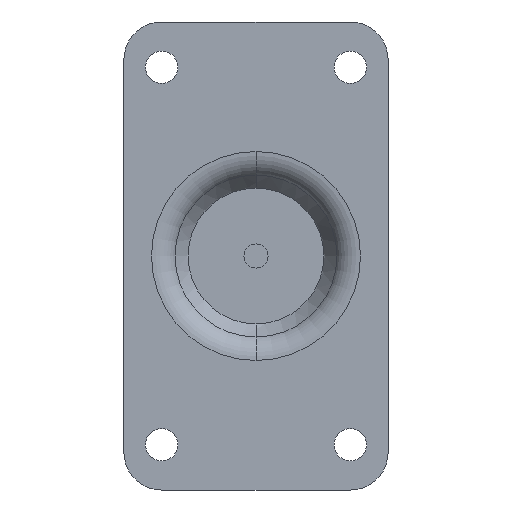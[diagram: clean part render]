
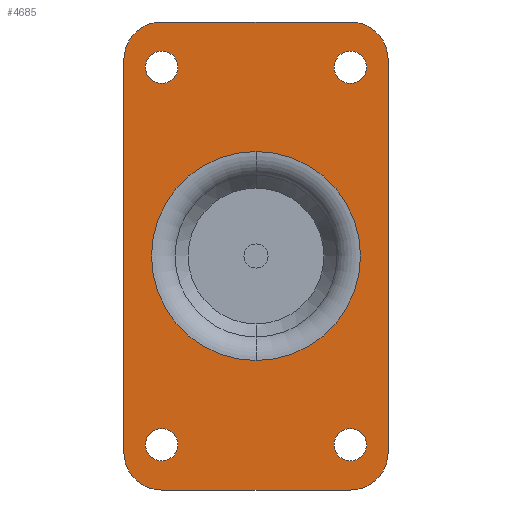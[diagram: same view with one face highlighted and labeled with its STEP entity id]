
A CAD part, front view. The second image highlights one B-rep face of the part: STEP entity #4685.
In plain terms, the highlighted planar face has unit normal (0, -1, 0).
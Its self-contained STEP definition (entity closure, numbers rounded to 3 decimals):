
#1986=CARTESIAN_POINT('',(-12.5,-6.827,26.));
#1987=DIRECTION('',(0.,1.,0.));
#1988=DIRECTION('',(-1.,0.,0.));
#1989=AXIS2_PLACEMENT_3D('',#1986,#1987,#1988);
#1991=CARTESIAN_POINT('',(12.5,-6.827,26.));
#1992=DIRECTION('',(0.,1.,0.));
#1993=DIRECTION('',(0.,0.,1.));
#1994=AXIS2_PLACEMENT_3D('',#1991,#1992,#1993);
#1996=CARTESIAN_POINT('',(12.5,-6.827,-26.));
#1997=DIRECTION('',(0.,1.,0.));
#1998=DIRECTION('',(1.,0.,0.));
#1999=AXIS2_PLACEMENT_3D('',#1996,#1997,#1998);
#2001=CARTESIAN_POINT('',(-12.5,-6.827,-26.));
#2002=DIRECTION('',(0.,1.,0.));
#2003=DIRECTION('',(0.,0.,-1.));
#2004=AXIS2_PLACEMENT_3D('',#2001,#2002,#2003);
#2006=CARTESIAN_POINT('',(12.5,-6.827,25.));
#2007=DIRECTION('',(0.,-1.,0.));
#2008=DIRECTION('',(1.,0.,0.));
#2009=AXIS2_PLACEMENT_3D('',#2006,#2007,#2008);
#2011=CARTESIAN_POINT('',(12.5,-6.827,25.));
#2012=DIRECTION('',(0.,-1.,0.));
#2013=DIRECTION('',(-1.,0.,0.));
#2014=AXIS2_PLACEMENT_3D('',#2011,#2012,#2013);
#2016=CARTESIAN_POINT('',(-12.5,-6.827,-25.));
#2017=DIRECTION('',(0.,-1.,0.));
#2018=DIRECTION('',(1.,0.,0.));
#2019=AXIS2_PLACEMENT_3D('',#2016,#2017,#2018);
#2021=CARTESIAN_POINT('',(-12.5,-6.827,-25.));
#2022=DIRECTION('',(0.,-1.,0.));
#2023=DIRECTION('',(-1.,0.,0.));
#2024=AXIS2_PLACEMENT_3D('',#2021,#2022,#2023);
#2026=CARTESIAN_POINT('',(12.5,-6.827,-25.));
#2027=DIRECTION('',(0.,-1.,0.));
#2028=DIRECTION('',(1.,0.,0.));
#2029=AXIS2_PLACEMENT_3D('',#2026,#2027,#2028);
#2031=CARTESIAN_POINT('',(12.5,-6.827,-25.));
#2032=DIRECTION('',(0.,-1.,0.));
#2033=DIRECTION('',(-1.,0.,0.));
#2034=AXIS2_PLACEMENT_3D('',#2031,#2032,#2033);
#2036=CARTESIAN_POINT('',(0.,-6.827,0.));
#2037=DIRECTION('',(0.,-1.,0.));
#2038=DIRECTION('',(0.,0.,1.));
#2039=AXIS2_PLACEMENT_3D('',#2036,#2037,#2038);
#2041=CARTESIAN_POINT('',(0.,-6.827,0.));
#2042=DIRECTION('',(0.,-1.,0.));
#2043=DIRECTION('',(0.,0.,-1.));
#2044=AXIS2_PLACEMENT_3D('',#2041,#2042,#2043);
#2046=CARTESIAN_POINT('',(-12.5,-6.827,25.));
#2047=DIRECTION('',(0.,-1.,0.));
#2048=DIRECTION('',(1.,0.,0.));
#2049=AXIS2_PLACEMENT_3D('',#2046,#2047,#2048);
#2051=CARTESIAN_POINT('',(-12.5,-6.827,25.));
#2052=DIRECTION('',(0.,-1.,0.));
#2053=DIRECTION('',(-1.,0.,0.));
#2054=AXIS2_PLACEMENT_3D('',#2051,#2052,#2053);
#2130=DIRECTION('',(0.,0.,-1.));
#2131=VECTOR('',#2130,52.);
#2132=CARTESIAN_POINT('',(-17.5,-6.827,26.));
#2133=LINE('',#2132,#2131);
#2146=DIRECTION('',(1.,0.,0.));
#2147=VECTOR('',#2146,25.);
#2148=CARTESIAN_POINT('',(-12.5,-6.827,-31.));
#2149=LINE('',#2148,#2147);
#2170=DIRECTION('',(0.,0.,1.));
#2171=VECTOR('',#2170,52.);
#2172=CARTESIAN_POINT('',(17.5,-6.827,-26.));
#2173=LINE('',#2172,#2171);
#2186=DIRECTION('',(-1.,0.,0.));
#2187=VECTOR('',#2186,25.);
#2188=CARTESIAN_POINT('',(12.5,-6.827,31.));
#2189=LINE('',#2188,#2187);
#2845=CARTESIAN_POINT('',(0.,-6.827,-13.841));
#2846=VERTEX_POINT('',#2845);
#2847=CARTESIAN_POINT('',(0.,-6.827,13.841));
#2848=VERTEX_POINT('',#2847);
#2849=CARTESIAN_POINT('',(-10.35,-6.827,25.));
#2850=CARTESIAN_POINT('',(-14.65,-6.827,25.));
#2851=VERTEX_POINT('',#2849);
#2852=VERTEX_POINT('',#2850);
#2853=CARTESIAN_POINT('',(14.65,-6.827,25.));
#2854=CARTESIAN_POINT('',(10.35,-6.827,25.));
#2855=VERTEX_POINT('',#2853);
#2856=VERTEX_POINT('',#2854);
#2857=CARTESIAN_POINT('',(-10.35,-6.827,-25.));
#2858=CARTESIAN_POINT('',(-14.65,-6.827,-25.));
#2859=VERTEX_POINT('',#2857);
#2860=VERTEX_POINT('',#2858);
#2861=CARTESIAN_POINT('',(14.65,-6.827,-25.));
#2862=CARTESIAN_POINT('',(10.35,-6.827,-25.));
#2863=VERTEX_POINT('',#2861);
#2864=VERTEX_POINT('',#2862);
#2865=CARTESIAN_POINT('',(-17.5,-6.827,26.));
#2866=CARTESIAN_POINT('',(-12.5,-6.827,31.));
#2867=VERTEX_POINT('',#2865);
#2868=VERTEX_POINT('',#2866);
#2869=CARTESIAN_POINT('',(12.5,-6.827,31.));
#2870=VERTEX_POINT('',#2869);
#2871=CARTESIAN_POINT('',(17.5,-6.827,26.));
#2872=VERTEX_POINT('',#2871);
#2873=CARTESIAN_POINT('',(17.5,-6.827,-26.));
#2874=VERTEX_POINT('',#2873);
#2875=CARTESIAN_POINT('',(12.5,-6.827,-31.));
#2876=VERTEX_POINT('',#2875);
#2877=CARTESIAN_POINT('',(-12.5,-6.827,-31.));
#2878=VERTEX_POINT('',#2877);
#2879=CARTESIAN_POINT('',(-17.5,-6.827,-26.));
#2880=VERTEX_POINT('',#2879);
#4634=CARTESIAN_POINT('',(0.,-6.827,0.));
#4635=DIRECTION('',(0.,1.,0.));
#4636=DIRECTION('',(1.,0.,0.));
#4637=AXIS2_PLACEMENT_3D('',#4634,#4635,#4636);
#4638=PLANE('',#4637);
#4640=ORIENTED_EDGE('',*,*,#4639,.T.);
#4642=ORIENTED_EDGE('',*,*,#4641,.F.);
#4644=ORIENTED_EDGE('',*,*,#4643,.T.);
#4646=ORIENTED_EDGE('',*,*,#4645,.F.);
#4648=ORIENTED_EDGE('',*,*,#4647,.T.);
#4650=ORIENTED_EDGE('',*,*,#4649,.F.);
#4652=ORIENTED_EDGE('',*,*,#4651,.T.);
#4654=ORIENTED_EDGE('',*,*,#4653,.F.);
#4655=EDGE_LOOP('',(#4640,#4642,#4644,#4646,#4648,#4650,#4652,#4654));
#4656=FACE_OUTER_BOUND('',#4655,.F.);
#4658=ORIENTED_EDGE('',*,*,#4657,.T.);
#4660=ORIENTED_EDGE('',*,*,#4659,.T.);
#4661=EDGE_LOOP('',(#4658,#4660));
#4662=FACE_BOUND('',#4661,.F.);
#4664=ORIENTED_EDGE('',*,*,#4663,.T.);
#4666=ORIENTED_EDGE('',*,*,#4665,.T.);
#4667=EDGE_LOOP('',(#4664,#4666));
#4668=FACE_BOUND('',#4667,.F.);
#4670=ORIENTED_EDGE('',*,*,#4669,.T.);
#4672=ORIENTED_EDGE('',*,*,#4671,.T.);
#4673=EDGE_LOOP('',(#4670,#4672));
#4674=FACE_BOUND('',#4673,.F.);
#4675=ORIENTED_EDGE('',*,*,#4614,.T.);
#4676=ORIENTED_EDGE('',*,*,#4628,.T.);
#4677=EDGE_LOOP('',(#4675,#4676));
#4678=FACE_BOUND('',#4677,.F.);
#4680=ORIENTED_EDGE('',*,*,#4679,.T.);
#4682=ORIENTED_EDGE('',*,*,#4681,.T.);
#4683=EDGE_LOOP('',(#4680,#4682));
#4684=FACE_BOUND('',#4683,.F.);
#4685=ADVANCED_FACE('',(#4656,#4662,#4668,#4674,#4678,#4684),#4638,.F.);
#1990=CIRCLE('',#1989,5.);
#1995=CIRCLE('',#1994,5.);
#2000=CIRCLE('',#1999,5.);
#2005=CIRCLE('',#2004,5.);
#2010=CIRCLE('',#2009,2.15);
#2015=CIRCLE('',#2014,2.15);
#2020=CIRCLE('',#2019,2.15);
#2025=CIRCLE('',#2024,2.15);
#2030=CIRCLE('',#2029,2.15);
#2035=CIRCLE('',#2034,2.15);
#2040=CIRCLE('',#2039,13.841);
#2045=CIRCLE('',#2044,13.841);
#2050=CIRCLE('',#2049,2.15);
#2055=CIRCLE('',#2054,2.15);
#4614=EDGE_CURVE('',#2848,#2846,#2040,.T.);
#4628=EDGE_CURVE('',#2846,#2848,#2045,.T.);
#4639=EDGE_CURVE('',#2867,#2868,#1990,.T.);
#4641=EDGE_CURVE('',#2870,#2868,#2189,.T.);
#4643=EDGE_CURVE('',#2870,#2872,#1995,.T.);
#4645=EDGE_CURVE('',#2874,#2872,#2173,.T.);
#4647=EDGE_CURVE('',#2874,#2876,#2000,.T.);
#4649=EDGE_CURVE('',#2878,#2876,#2149,.T.);
#4651=EDGE_CURVE('',#2878,#2880,#2005,.T.);
#4653=EDGE_CURVE('',#2867,#2880,#2133,.T.);
#4657=EDGE_CURVE('',#2855,#2856,#2010,.T.);
#4659=EDGE_CURVE('',#2856,#2855,#2015,.T.);
#4663=EDGE_CURVE('',#2859,#2860,#2020,.T.);
#4665=EDGE_CURVE('',#2860,#2859,#2025,.T.);
#4669=EDGE_CURVE('',#2863,#2864,#2030,.T.);
#4671=EDGE_CURVE('',#2864,#2863,#2035,.T.);
#4679=EDGE_CURVE('',#2851,#2852,#2050,.T.);
#4681=EDGE_CURVE('',#2852,#2851,#2055,.T.);
